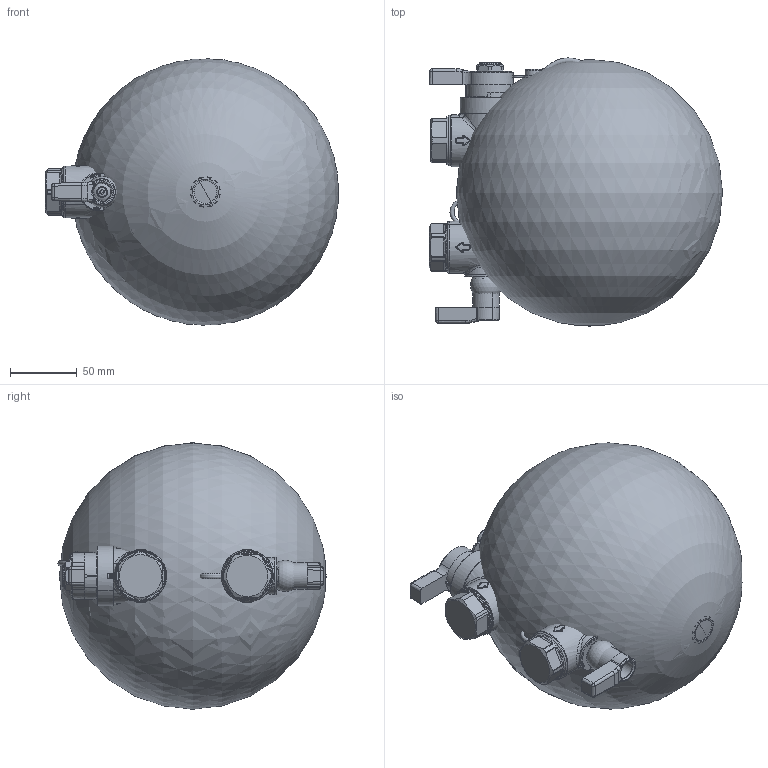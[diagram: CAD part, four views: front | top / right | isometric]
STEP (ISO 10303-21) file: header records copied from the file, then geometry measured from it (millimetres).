
FILE_DESCRIPTION((''),'2;1');
FILE_NAME('149500_H40_SW0001','2017-06-13T',('sparenzan'),(''),'CREO PARAMETRIC BY PTC INC, 2016050','CREO PARAMETRIC BY PTC INC, 2016050','');
FILE_SCHEMA(('CONFIG_CONTROL_DESIGN'));
Products named in the file (1): 149500_H40_SW0001
Bounding box: 219.99 x 201.13 x 199.94 mm (x, y, z)
Surface area: 371230.3 mm2 (no closed solid volume)
Topology: 0 solids, 0 shells, 3056 faces, 13551 edges, 13365 vertices
Faces by surface type: bspline 2842, torus 112, sphere 102
Entity records: 277365 total; most frequent: CARTESIAN_POINT 160371, DIRECTION 16696, TRIMMED_CURVE 14851, VECTOR 13434, LINE 13434, DEFINITIONAL_REPRESENTATION 13271, PCURVE 13271, COMPOSITE_CURVE_SEGMENT 13271
